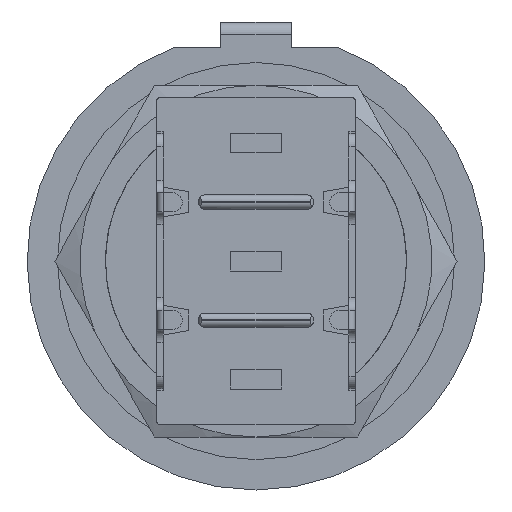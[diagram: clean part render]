
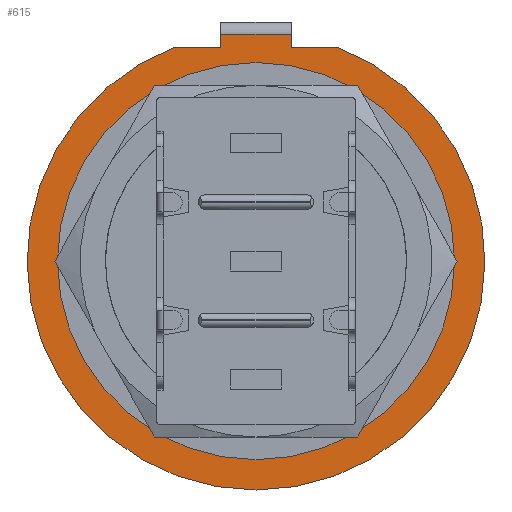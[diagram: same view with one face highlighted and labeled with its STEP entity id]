
A CAD part, front view. The second image highlights one B-rep face of the part: STEP entity #615.
In plain terms, the highlighted face is planar.
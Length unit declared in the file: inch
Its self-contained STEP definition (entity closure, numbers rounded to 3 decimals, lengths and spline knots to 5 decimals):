
#615 = ADVANCED_FACE( '', ( #1401, #1402 ), #1403, .F. );
#1401 = FACE_OUTER_BOUND( '', #2460, .T. );
#1402 = FACE_BOUND( '', #2461, .T. );
#1403 = PLANE( '', #2462 );
#2460 = EDGE_LOOP( '', ( #3669, #3670, #3671, #3672, #3673, #3674 ) );
#2461 = EDGE_LOOP( '', ( #3675, #3676, #3677, #3678 ) );
#2462 = AXIS2_PLACEMENT_3D( '', #3679, #3680, #3681 );
#3669 = ORIENTED_EDGE( '', *, *, #6743, .F. );
#3670 = ORIENTED_EDGE( '', *, *, #6744, .T. );
#3671 = ORIENTED_EDGE( '', *, *, #6745, .F. );
#3672 = ORIENTED_EDGE( '', *, *, #6746, .F. );
#3673 = ORIENTED_EDGE( '', *, *, #6747, .F. );
#3674 = ORIENTED_EDGE( '', *, *, #6748, .F. );
#3675 = ORIENTED_EDGE( '', *, *, #6749, .T. );
#3676 = ORIENTED_EDGE( '', *, *, #6750, .T. );
#3677 = ORIENTED_EDGE( '', *, *, #6751, .T. );
#3678 = ORIENTED_EDGE( '', *, *, #6752, .T. );
#3679 = CARTESIAN_POINT( '', ( 0., 0., 0. ) );
#3680 = DIRECTION( '', ( 0., 0., 1. ) );
#3681 = DIRECTION( '', ( 1., 0., 0. ) );
#6743 = EDGE_CURVE( '', #8114, #8115, #8116, .T. );
#6744 = EDGE_CURVE( '', #8114, #8117, #8118, .T. );
#6745 = EDGE_CURVE( '', #8119, #8117, #8120, .T. );
#6746 = EDGE_CURVE( '', #8121, #8119, #8122, .T. );
#6747 = EDGE_CURVE( '', #8123, #8121, #8124, .T. );
#6748 = EDGE_CURVE( '', #8115, #8123, #8125, .T. );
#6749 = EDGE_CURVE( '', #8126, #8127, #8128, .T. );
#6750 = EDGE_CURVE( '', #8127, #8129, #8130, .T. );
#6751 = EDGE_CURVE( '', #8129, #8131, #8132, .T. );
#6752 = EDGE_CURVE( '', #8131, #8126, #8133, .T. );
#8114 = VERTEX_POINT( '', #10084 );
#8115 = VERTEX_POINT( '', #10085 );
#8116 = LINE( '', #10086, #10087 );
#8117 = VERTEX_POINT( '', #10088 );
#8118 = LINE( '', #10089, #10090 );
#8119 = VERTEX_POINT( '', #10091 );
#8120 = LINE( '', #10092, #10093 );
#8121 = VERTEX_POINT( '', #10094 );
#8122 = LINE( '', #10095, #10096 );
#8123 = VERTEX_POINT( '', #10097 );
#8124 = LINE( '', #10098, #10099 );
#8125 = CIRCLE( '', #10100, 0.3585 );
#8126 = VERTEX_POINT( '', #10101 );
#8127 = VERTEX_POINT( '', #10102 );
#8128 = LINE( '', #10103, #10104 );
#8129 = VERTEX_POINT( '', #10105 );
#8130 = CIRCLE( '', #10106, 0.238 );
#8131 = VERTEX_POINT( '', #10107 );
#8132 = LINE( '', #10108, #10109 );
#8133 = LINE( '', #10110, #10111 );
#10084 = CARTESIAN_POINT( '', ( -0.3345, -0.055, 0. ) );
#10085 = CARTESIAN_POINT( '', ( -0.3345, -0.12897, 0. ) );
#10086 = CARTESIAN_POINT( '', ( -0.3345, 0.12897, 0. ) );
#10087 = VECTOR( '', #12589, 39.37008 );
#10088 = CARTESIAN_POINT( '', ( -0.355, -0.055, 0. ) );
#10089 = CARTESIAN_POINT( '', ( -0.2395, -0.055, 0. ) );
#10090 = VECTOR( '', #12590, 39.37008 );
#10091 = CARTESIAN_POINT( '', ( -0.355, 0.055, 0. ) );
#10092 = CARTESIAN_POINT( '', ( -0.355, 0.055, 0. ) );
#10093 = VECTOR( '', #12591, 39.37008 );
#10094 = CARTESIAN_POINT( '', ( -0.3345, 0.055, 0. ) );
#10095 = CARTESIAN_POINT( '', ( -0.2395, 0.055, 0. ) );
#10096 = VECTOR( '', #12592, 39.37008 );
#10097 = CARTESIAN_POINT( '', ( -0.3345, 0.12897, 0. ) );
#10098 = CARTESIAN_POINT( '', ( -0.3345, 0.12897, 0. ) );
#10099 = VECTOR( '', #12593, 39.37008 );
#10100 = AXIS2_PLACEMENT_3D( '', #12594, #12595, #12596 );
#10101 = CARTESIAN_POINT( '', ( -0.215, -0.03, 0. ) );
#10102 = CARTESIAN_POINT( '', ( -0.2361, -0.03, 0. ) );
#10103 = CARTESIAN_POINT( '', ( -0.215, -0.03, 0. ) );
#10104 = VECTOR( '', #12597, 39.37008 );
#10105 = CARTESIAN_POINT( '', ( -0.2361, 0.03, 0. ) );
#10106 = AXIS2_PLACEMENT_3D( '', #12598, #12599, #12600 );
#10107 = CARTESIAN_POINT( '', ( -0.215, 0.03, 0. ) );
#10108 = CARTESIAN_POINT( '', ( -0.2361, 0.03, 0. ) );
#10109 = VECTOR( '', #12601, 39.37008 );
#10110 = CARTESIAN_POINT( '', ( -0.215, 0.03, 0. ) );
#10111 = VECTOR( '', #12602, 39.37008 );
#12589 = DIRECTION( '', ( 0., -1., 0. ) );
#12590 = DIRECTION( '', ( -1., 0., 0. ) );
#12591 = DIRECTION( '', ( 0., -1., 0. ) );
#12592 = DIRECTION( '', ( -1., 0., 0. ) );
#12593 = DIRECTION( '', ( 0., -1., 0. ) );
#12594 = CARTESIAN_POINT( '', ( 0., 0., 0. ) );
#12595 = DIRECTION( '', ( 0., 0., 1. ) );
#12596 = DIRECTION( '', ( 1., 0., 0. ) );
#12597 = DIRECTION( '', ( -1., 0., 0. ) );
#12598 = CARTESIAN_POINT( '', ( 0., 0., 0. ) );
#12599 = DIRECTION( '', ( 0., 0., 1. ) );
#12600 = DIRECTION( '', ( 1., 0., 0. ) );
#12601 = DIRECTION( '', ( 1., 0., 0. ) );
#12602 = DIRECTION( '', ( 0., -1., 0. ) );
